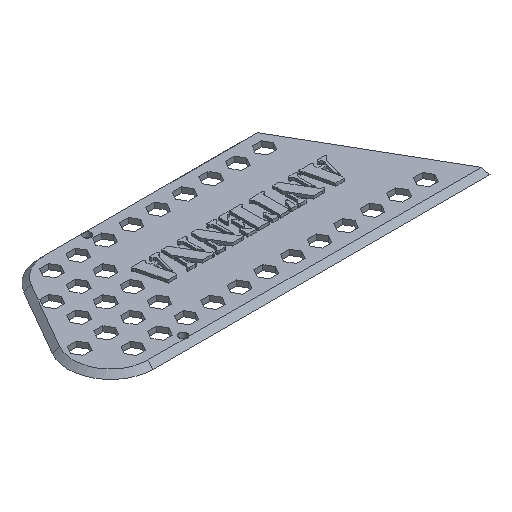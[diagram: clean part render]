
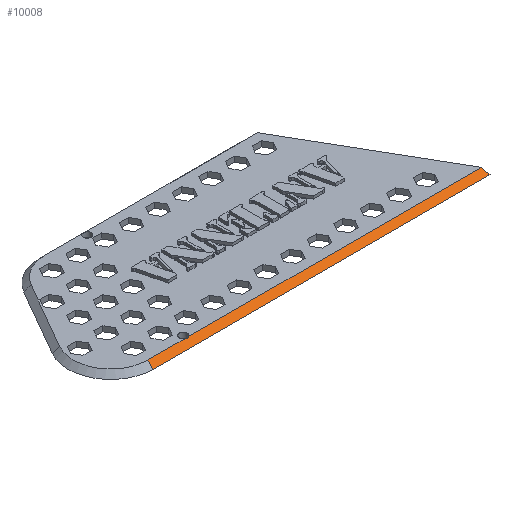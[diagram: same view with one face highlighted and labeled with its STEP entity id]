
A CAD part, isometric view. The second image highlights one B-rep face of the part: STEP entity #10008.
In plain terms, the highlighted planar face has unit normal (0, -0.707, 0.707).
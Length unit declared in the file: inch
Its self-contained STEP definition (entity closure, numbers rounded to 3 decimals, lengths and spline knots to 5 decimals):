
#114=ELLIPSE('',#10341,0.12527,0.08858);
#1182=FACE_OUTER_BOUND('',#1685,.T.);
#1685=EDGE_LOOP('',(#8501,#8502,#8503,#8504,#8505,#8506));
#2823=LINE('',#18179,#3880);
#2824=LINE('',#18186,#3881);
#2825=LINE('',#18188,#3882);
#2826=LINE('',#18190,#3883);
#2827=LINE('',#18191,#3884);
#3880=VECTOR('',#12023,0.3937);
#3881=VECTOR('',#12032,0.3937);
#3882=VECTOR('',#12033,0.3937);
#3883=VECTOR('',#12034,0.3937);
#3884=VECTOR('',#12035,0.3937);
#4845=VERTEX_POINT('',#18177);
#4846=VERTEX_POINT('',#18178);
#4847=VERTEX_POINT('',#18183);
#4848=VERTEX_POINT('',#18184);
#4849=VERTEX_POINT('',#18187);
#4850=VERTEX_POINT('',#18189);
#6286=EDGE_CURVE('',#4845,#4846,#2823,.T.);
#6289=EDGE_CURVE('',#4847,#4848,#114,.T.);
#6290=EDGE_CURVE('',#4848,#4846,#2824,.T.);
#6291=EDGE_CURVE('',#4845,#4849,#2825,.T.);
#6292=EDGE_CURVE('',#4849,#4850,#2826,.T.);
#6293=EDGE_CURVE('',#4850,#4847,#2827,.T.);
#8501=ORIENTED_EDGE('',*,*,#6289,.T.);
#8502=ORIENTED_EDGE('',*,*,#6290,.T.);
#8503=ORIENTED_EDGE('',*,*,#6286,.F.);
#8504=ORIENTED_EDGE('',*,*,#6291,.T.);
#8505=ORIENTED_EDGE('',*,*,#6292,.T.);
#8506=ORIENTED_EDGE('',*,*,#6293,.T.);
#9507=PLANE('',#10340);
#10008=ADVANCED_FACE('',(#1182),#9507,.T.);
#10340=AXIS2_PLACEMENT_3D('',#18182,#12028,#12029);
#10341=AXIS2_PLACEMENT_3D('',#18185,#12030,#12031);
#12023=DIRECTION('',(0.,0.707,0.707));
#12028=DIRECTION('center_axis',(0.,-0.707,
0.707));
#12029=DIRECTION('ref_axis',(1.,0.,0.));
#12030=DIRECTION('center_axis',(0.,0.707,
-0.707));
#12031=DIRECTION('ref_axis',(0.,-0.707,-0.707));
#12032=DIRECTION('',(-1.,0.,0.));
#12033=DIRECTION('',(1.,0.,0.));
#12034=DIRECTION('',(-0.378,0.655,0.655));
#12035=DIRECTION('',(-1.,0.,0.));
#18177=CARTESIAN_POINT('',(-13.8189,-3.27186,0.));
#18178=CARTESIAN_POINT('',(-13.8189,-3.15374,0.11811));
#18179=CARTESIAN_POINT('',(-13.8189,-3.27186,0.));
#18182=CARTESIAN_POINT('Origin',(-10.57087,-3.2128,0.05906));
#18183=CARTESIAN_POINT('',(-12.91217,-3.15374,0.11811));
#18184=CARTESIAN_POINT('',(-12.99334,-3.15374,0.11811));
#18185=CARTESIAN_POINT('Origin',(-12.95276,-3.075,0.19685));
#18186=CARTESIAN_POINT('',(-10.57087,-3.15374,0.11811));
#18187=CARTESIAN_POINT('',(-6.34424,-3.27186,0.));
#18188=CARTESIAN_POINT('',(-13.8189,-3.27186,0.));
#18189=CARTESIAN_POINT('',(-6.41243,-3.15374,0.11811));
#18190=CARTESIAN_POINT('',(-6.66075,-2.72364,0.54822));
#18191=CARTESIAN_POINT('',(-10.57087,-3.15374,0.11811));
